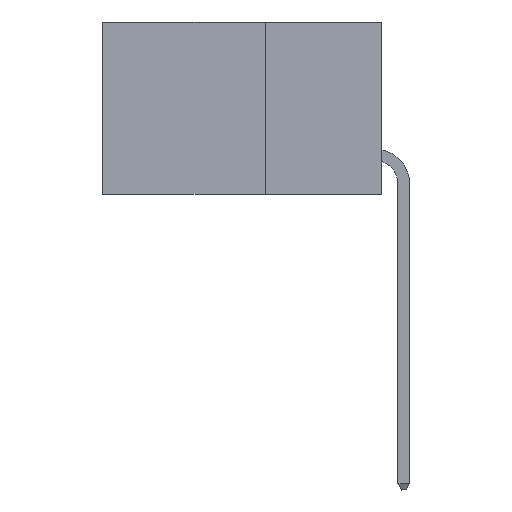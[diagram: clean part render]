
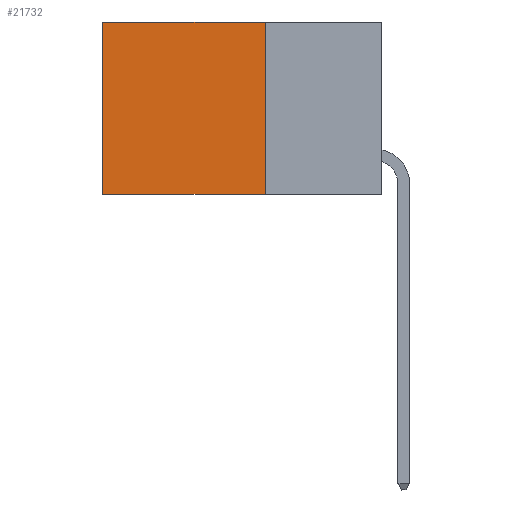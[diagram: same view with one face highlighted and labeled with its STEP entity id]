
A CAD part, left-side view. The second image highlights one B-rep face of the part: STEP entity #21732.
In plain terms, the highlighted planar face has unit normal (-1, 0, 0).
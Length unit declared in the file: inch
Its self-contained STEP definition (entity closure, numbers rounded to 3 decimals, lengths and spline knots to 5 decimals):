
#761 = DIRECTION ( 'NONE',  ( 0., 0., -1. ) ) ;
#1126 = CARTESIAN_POINT ( 'NONE',  ( 0.2875, 0.6, 0. ) ) ;
#1128 = DIRECTION ( 'NONE',  ( 0., 1., 0. ) ) ;
#1347 = LINE ( 'NONE', #24125, #22644 ) ;
#3751 = VECTOR ( 'NONE', #9482, 39.37008 ) ;
#6552 = ORIENTED_EDGE ( 'NONE', *, *, #14639, .F. ) ;
#6857 = PLANE ( 'NONE',  #24209 ) ;
#9193 = CARTESIAN_POINT ( 'NONE',  ( 0.2875, 0.25, 0. ) ) ;
#9396 = CARTESIAN_POINT ( 'NONE',  ( 0.2875, 0.25, -0.37 ) ) ;
#9482 = DIRECTION ( 'NONE',  ( 0., 0., -1. ) ) ;
#10471 = LINE ( 'NONE', #21853, #3751 ) ;
#11011 = EDGE_CURVE ( 'NONE', #16319, #19621, #1347, .T. ) ;
#11143 = ORIENTED_EDGE ( 'NONE', *, *, #12517, .T. ) ;
#11171 = FACE_OUTER_BOUND ( 'NONE', #24608, .T. ) ;
#12457 = LINE ( 'NONE', #9193, #13767 ) ;
#12517 = EDGE_CURVE ( 'NONE', #18117, #16319, #12457, .T. ) ;
#13226 = DIRECTION ( 'NONE',  ( 0., 1., 0. ) ) ;
#13408 = ORIENTED_EDGE ( 'NONE', *, *, #11011, .T. ) ;
#13767 = VECTOR ( 'NONE', #13226, 39.37008 ) ;
#14383 = CARTESIAN_POINT ( 'NONE',  ( 0.2875, 0.25, 0. ) ) ;
#14639 = EDGE_CURVE ( 'NONE', #18117, #17388, #10471, .T. ) ;
#15345 = VECTOR ( 'NONE', #1128, 39.37008 ) ;
#16319 = VERTEX_POINT ( 'NONE', #1126 ) ;
#16670 = CARTESIAN_POINT ( 'NONE',  ( 0.2875, 0.6, -0.37 ) ) ;
#17220 = EDGE_CURVE ( 'NONE', #17388, #19621, #19909, .T. ) ;
#17388 = VERTEX_POINT ( 'NONE', #18636 ) ;
#17751 = DIRECTION ( 'NONE',  ( 1., 0., 0. ) ) ;
#18117 = VERTEX_POINT ( 'NONE', #14383 ) ;
#18636 = CARTESIAN_POINT ( 'NONE',  ( 0.2875, 0.25, -0.37 ) ) ;
#19621 = VERTEX_POINT ( 'NONE', #16670 ) ;
#19909 = LINE ( 'NONE', #9396, #15345 ) ;
#21732 = ADVANCED_FACE ( 'NONE', ( #11171 ), #6857, .F. ) ;
#21853 = CARTESIAN_POINT ( 'NONE',  ( 0.2875, 0.25, 0. ) ) ;
#22644 = VECTOR ( 'NONE', #25856, 39.37008 ) ;
#23119 = ORIENTED_EDGE ( 'NONE', *, *, #17220, .F. ) ;
#24125 = CARTESIAN_POINT ( 'NONE',  ( 0.2875, 0.6, 0. ) ) ;
#24209 = AXIS2_PLACEMENT_3D ( 'NONE', #25473, #17751, #761 ) ;
#24608 = EDGE_LOOP ( 'NONE', ( #13408, #23119, #6552, #11143 ) ) ;
#25473 = CARTESIAN_POINT ( 'NONE',  ( 0.2875, 0.25, 0. ) ) ;
#25856 = DIRECTION ( 'NONE',  ( 0., 0., -1. ) ) ;
